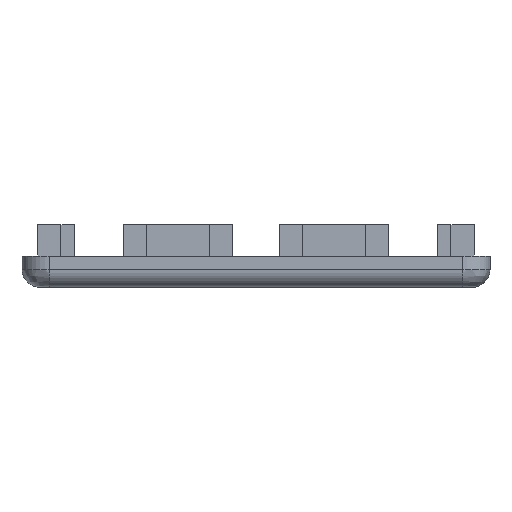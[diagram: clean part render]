
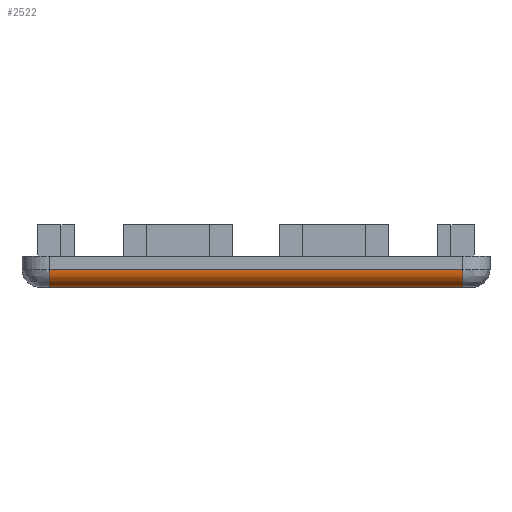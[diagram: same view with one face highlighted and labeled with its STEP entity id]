
A CAD part, left-side view. The second image highlights one B-rep face of the part: STEP entity #2522.
In plain terms, the highlighted cylindrical face has radius 2.25 mm (diameter 4.5 mm), a partial arc.
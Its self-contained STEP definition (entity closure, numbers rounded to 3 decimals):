
#31=B_SPLINE_CURVE_WITH_KNOTS('',3,(#4016,#4017,#4018,#4019,#4020,#4021,
#4022,#4023,#4024,#4025),.UNSPECIFIED.,.F.,.F.,(4,2,2,2,4),(0.426,
0.458,0.589,0.719,0.751),
 .UNSPECIFIED.);
#35=B_SPLINE_CURVE_WITH_KNOTS('',3,(#4081,#4082,#4083,#4084,#4085,#4086,
#4087,#4088,#4089,#4090),.UNSPECIFIED.,.F.,.F.,(4,2,2,2,4),(1.604,
1.636,1.766,1.896,1.929),
 .UNSPECIFIED.);
#47=CYLINDRICAL_SURFACE('',#2696,2.25);
#81=CIRCLE('',#2697,2.25);
#82=CIRCLE('',#2698,2.25);
#216=FACE_OUTER_BOUND('',#349,.T.);
#349=EDGE_LOOP('',(#2137,#2138,#2139,#2140,#2141,#2142,#2143,#2144));
#655=LINE('',#4071,#955);
#656=LINE('',#4075,#956);
#657=LINE('',#4079,#957);
#658=LINE('',#4091,#958);
#955=VECTOR('',#3280,10.);
#956=VECTOR('',#3283,10.);
#957=VECTOR('',#3286,10.);
#958=VECTOR('',#3287,10.);
#1172=VERTEX_POINT('',#4014);
#1173=VERTEX_POINT('',#4015);
#1184=VERTEX_POINT('',#4070);
#1185=VERTEX_POINT('',#4072);
#1186=VERTEX_POINT('',#4074);
#1187=VERTEX_POINT('',#4076);
#1188=VERTEX_POINT('',#4078);
#1189=VERTEX_POINT('',#4080);
#1507=EDGE_CURVE('',#1172,#1173,#31,.T.);
#1521=EDGE_CURVE('',#1173,#1184,#655,.T.);
#1522=EDGE_CURVE('',#1185,#1184,#81,.T.);
#1523=EDGE_CURVE('',#1185,#1186,#656,.T.);
#1524=EDGE_CURVE('',#1186,#1187,#82,.T.);
#1525=EDGE_CURVE('',#1187,#1188,#657,.T.);
#1526=EDGE_CURVE('',#1188,#1189,#35,.T.);
#1527=EDGE_CURVE('',#1189,#1172,#658,.T.);
#2137=ORIENTED_EDGE('',*,*,#1507,.T.);
#2138=ORIENTED_EDGE('',*,*,#1521,.T.);
#2139=ORIENTED_EDGE('',*,*,#1522,.F.);
#2140=ORIENTED_EDGE('',*,*,#1523,.T.);
#2141=ORIENTED_EDGE('',*,*,#1524,.T.);
#2142=ORIENTED_EDGE('',*,*,#1525,.T.);
#2143=ORIENTED_EDGE('',*,*,#1526,.T.);
#2144=ORIENTED_EDGE('',*,*,#1527,.T.);
#2522=ADVANCED_FACE('',(#216),#47,.T.);
#2696=AXIS2_PLACEMENT_3D('',#4069,#3278,#3279);
#2697=AXIS2_PLACEMENT_3D('',#4073,#3281,#3282);
#2698=AXIS2_PLACEMENT_3D('',#4077,#3284,#3285);
#3278=DIRECTION('center_axis',(0.,-1.,0.));
#3279=DIRECTION('ref_axis',(-0.707,0.,-0.707));
#3280=DIRECTION('',(0.,-1.,0.));
#3281=DIRECTION('center_axis',(0.,-1.,0.));
#3282=DIRECTION('ref_axis',(-1.,0.,0.));
#3283=DIRECTION('',(0.,1.,0.));
#3284=DIRECTION('center_axis',(0.,-1.,0.));
#3285=DIRECTION('ref_axis',(-1.,0.,0.));
#3286=DIRECTION('',(0.,-1.,0.));
#3287=DIRECTION('',(0.,-1.,0.));
#4014=CARTESIAN_POINT('',(-27.75,-22.342,-4.));
#4015=CARTESIAN_POINT('',(-27.75,-25.658,-4.));
#4016=CARTESIAN_POINT('Ctrl Pts',(-27.75,-22.342,-4.));
#4017=CARTESIAN_POINT('Ctrl Pts',(-27.796,-22.446,-4.));
#4018=CARTESIAN_POINT('Ctrl Pts',(-27.838,-22.553,-3.999));
#4019=CARTESIAN_POINT('Ctrl Pts',(-28.027,-23.099,-3.988));
#4020=CARTESIAN_POINT('Ctrl Pts',(-28.1,-23.566,-3.973));
#4021=CARTESIAN_POINT('Ctrl Pts',(-28.1,-24.434,-3.973));
#4022=CARTESIAN_POINT('Ctrl Pts',(-28.027,-24.901,-3.988));
#4023=CARTESIAN_POINT('Ctrl Pts',(-27.838,-25.447,-3.999));
#4024=CARTESIAN_POINT('Ctrl Pts',(-27.796,-25.554,-4.));
#4025=CARTESIAN_POINT('Ctrl Pts',(-27.75,-25.658,-4.));
#4069=CARTESIAN_POINT('Origin',(-27.75,15.,-1.75));
#4070=CARTESIAN_POINT('',(-27.75,-26.5,-4.));
#4071=CARTESIAN_POINT('',(-27.75,15.,-4.));
#4072=CARTESIAN_POINT('',(-30.,-26.5,-1.75));
#4073=CARTESIAN_POINT('Origin',(-27.75,-26.5,-1.75));
#4074=CARTESIAN_POINT('',(-30.,26.5,-1.75));
#4075=CARTESIAN_POINT('',(-30.,15.,-1.75));
#4076=CARTESIAN_POINT('',(-27.75,26.5,-4.));
#4077=CARTESIAN_POINT('Origin',(-27.75,26.5,-1.75));
#4078=CARTESIAN_POINT('',(-27.75,25.658,-4.));
#4079=CARTESIAN_POINT('',(-27.75,15.,-4.));
#4080=CARTESIAN_POINT('',(-27.75,22.342,-4.));
#4081=CARTESIAN_POINT('Ctrl Pts',(-27.75,25.658,-4.));
#4082=CARTESIAN_POINT('Ctrl Pts',(-27.796,25.554,-4.));
#4083=CARTESIAN_POINT('Ctrl Pts',(-27.838,25.447,-3.999));
#4084=CARTESIAN_POINT('Ctrl Pts',(-28.027,24.901,-3.988));
#4085=CARTESIAN_POINT('Ctrl Pts',(-28.1,24.434,-3.973));
#4086=CARTESIAN_POINT('Ctrl Pts',(-28.1,23.566,-3.973));
#4087=CARTESIAN_POINT('Ctrl Pts',(-28.027,23.099,-3.988));
#4088=CARTESIAN_POINT('Ctrl Pts',(-27.838,22.553,-3.999));
#4089=CARTESIAN_POINT('Ctrl Pts',(-27.796,22.446,-4.));
#4090=CARTESIAN_POINT('Ctrl Pts',(-27.75,22.342,-4.));
#4091=CARTESIAN_POINT('',(-27.75,15.,-4.));
